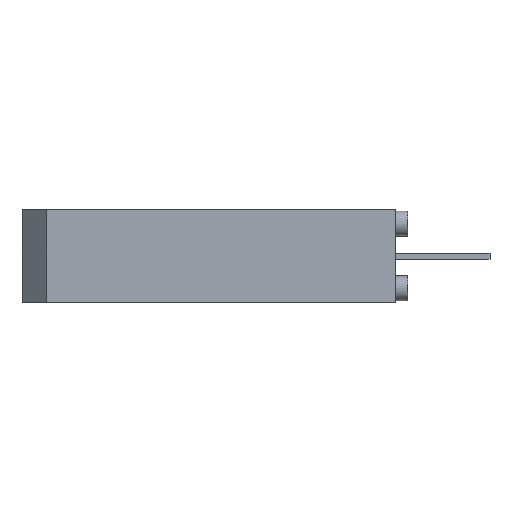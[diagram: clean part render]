
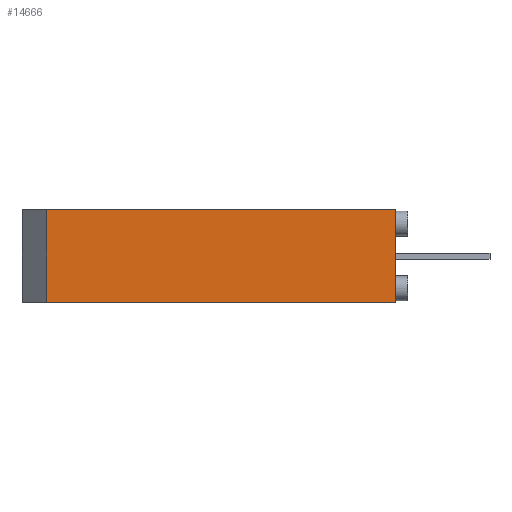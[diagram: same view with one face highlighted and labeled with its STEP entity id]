
A CAD part, left-side view. The second image highlights one B-rep face of the part: STEP entity #14666.
In plain terms, the highlighted planar face has unit normal (-1, 0, 0).
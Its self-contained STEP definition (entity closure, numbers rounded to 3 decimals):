
#7156 = DIRECTION ( 'NONE',  ( 0., -1., 0. ) ) ;
#7404 = VECTOR ( 'NONE', #7156, 1000. ) ;
#7405 = CARTESIAN_POINT ( 'NONE',  ( -4.95, 14.992, -1.85 ) ) ;
#7406 = LINE ( 'NONE', #7405, #7404 ) ;
#7579 = CARTESIAN_POINT ( 'NONE',  ( -4.95, 0., -1.85 ) ) ;
#7580 = DIRECTION ( 'NONE',  ( 0., 0., 1. ) ) ;
#7581 = VECTOR ( 'NONE', #7580, 1000. ) ;
#7582 = CARTESIAN_POINT ( 'NONE',  ( -4.95, 0., 1.85 ) ) ;
#7583 = LINE ( 'NONE', #7582, #7581 ) ;
#7648 = CARTESIAN_POINT ( 'NONE',  ( -4.95, 13.992, -1.85 ) ) ;
#7649 = DIRECTION ( 'NONE',  ( 0., 0., 1. ) ) ;
#7650 = VECTOR ( 'NONE', #7649, 1000. ) ;
#7651 = CARTESIAN_POINT ( 'NONE',  ( -4.95, 13.992, -1.85 ) ) ;
#7652 = LINE ( 'NONE', #7651, #7650 ) ;
#7653 = DIRECTION ( 'NONE',  ( 0., 0., -1. ) ) ;
#7654 = DIRECTION ( 'NONE',  ( 1., 0., 0. ) ) ;
#7655 = CARTESIAN_POINT ( 'NONE',  ( -4.95, 14.992, 1.85 ) ) ;
#7656 = AXIS2_PLACEMENT_3D ( 'NONE', #7655, #7654, #7653 ) ;
#7657 = PLANE ( 'NONE',  #7656 ) ;
#7672 = FACE_OUTER_BOUND ( 'NONE', #14667, .T. ) ;
#10274 = CARTESIAN_POINT ( 'NONE',  ( -4.95, 13.992, 1.85 ) ) ;
#10560 = CARTESIAN_POINT ( 'NONE',  ( -4.95, 0., 1.85 ) ) ;
#10561 = DIRECTION ( 'NONE',  ( 0., -1., 0. ) ) ;
#10562 = VECTOR ( 'NONE', #10561, 1000. ) ;
#10563 = CARTESIAN_POINT ( 'NONE',  ( -4.95, 14.992, 1.85 ) ) ;
#10564 = LINE ( 'NONE', #10563, #10562 ) ;
#14642 = EDGE_CURVE ( 'NONE', #14643, #15475, #7583, .T. ) ;
#14643 = VERTEX_POINT ( 'NONE', #7579 ) ;
#14666 = ADVANCED_FACE ( 'NONE', ( #7672 ), #7657, .F. ) ;
#14667 = EDGE_LOOP ( 'NONE', ( #14668, #14669, #14672, #14674 ) ) ;
#14668 = ORIENTED_EDGE ( 'NONE', *, *, #15474, .F. ) ;
#14669 = ORIENTED_EDGE ( 'NONE', *, *, #14670, .F. ) ;
#14670 = EDGE_CURVE ( 'NONE', #14671, #15362, #7652, .T. ) ;
#14671 = VERTEX_POINT ( 'NONE', #7648 ) ;
#14672 = ORIENTED_EDGE ( 'NONE', *, *, #14673, .T. ) ;
#14673 = EDGE_CURVE ( 'NONE', #14671, #14643, #7406, .T. ) ;
#14674 = ORIENTED_EDGE ( 'NONE', *, *, #14642, .T. ) ;
#15362 = VERTEX_POINT ( 'NONE', #10274 ) ;
#15474 = EDGE_CURVE ( 'NONE', #15362, #15475, #10564, .T. ) ;
#15475 = VERTEX_POINT ( 'NONE', #10560 ) ;
